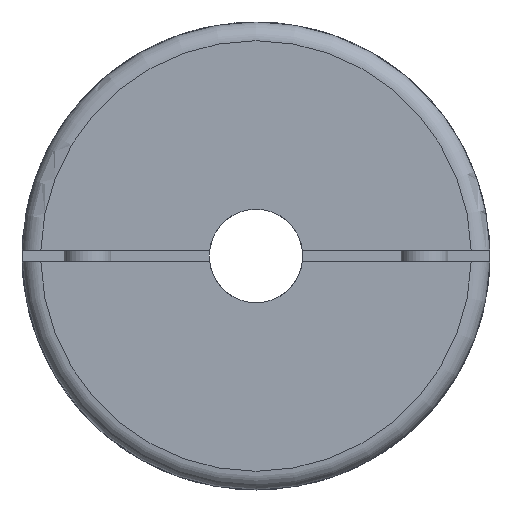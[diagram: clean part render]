
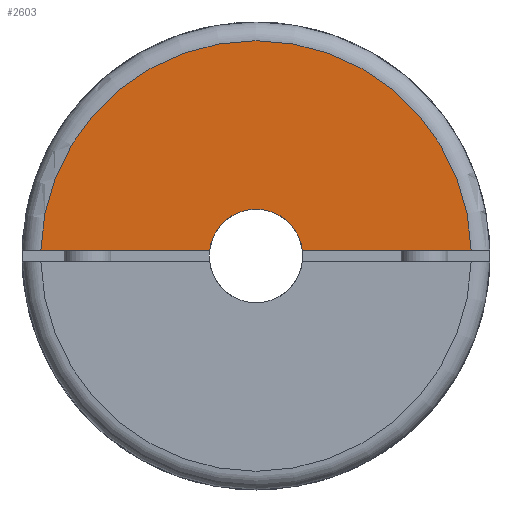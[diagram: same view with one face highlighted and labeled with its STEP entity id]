
A CAD part, left-side view. The second image highlights one B-rep face of the part: STEP entity #2603.
In plain terms, the highlighted planar face has unit normal (-1, 0, 0).
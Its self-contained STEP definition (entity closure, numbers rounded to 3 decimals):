
#74=PLANE('',#2827);
#199=CIRCLE('',#2822,11.5);
#202=CIRCLE('',#2826,2.5);
#289=LINE('',#4074,#500);
#290=LINE('',#4075,#501);
#500=VECTOR('',#3161,1000.);
#501=VECTOR('',#3162,1000.);
#754=ORIENTED_EDGE('',*,*,#1474,.F.);
#755=ORIENTED_EDGE('',*,*,#1481,.T.);
#756=ORIENTED_EDGE('',*,*,#1479,.T.);
#757=ORIENTED_EDGE('',*,*,#1482,.T.);
#1474=EDGE_CURVE('',#1835,#1836,#199,.T.);
#1479=EDGE_CURVE('',#1841,#1840,#202,.T.);
#1481=EDGE_CURVE('',#1835,#1841,#289,.T.);
#1482=EDGE_CURVE('',#1840,#1836,#290,.T.);
#1835=VERTEX_POINT('',#4054);
#1836=VERTEX_POINT('',#4056);
#1840=VERTEX_POINT('',#4069);
#1841=VERTEX_POINT('',#4071);
#2117=EDGE_LOOP('',(#754,#755,#756,#757));
#2342=FACE_BOUND('',#2117,.T.);
#2603=ADVANCED_FACE('',(#2342),#74,.T.);
#2822=AXIS2_PLACEMENT_3D('',#4055,#3147,#3148);
#2826=AXIS2_PLACEMENT_3D('',#4070,#3156,#3157);
#2827=AXIS2_PLACEMENT_3D('',#4073,#3159,#3160);
#3147=DIRECTION('',(1.,0.,0.));
#3148=DIRECTION('',(0.,0.,-1.));
#3156=DIRECTION('',(1.,0.,0.));
#3157=DIRECTION('',(0.,0.,-1.));
#3159=DIRECTION('',(-1.,0.,0.));
#3160=DIRECTION('',(0.,0.,1.));
#3161=DIRECTION('',(0.,-1.,0.));
#3162=DIRECTION('',(0.,-1.,0.));
#4054=CARTESIAN_POINT('',(0.,11.496,0.3));
#4055=CARTESIAN_POINT('',(0.,0.,0.));
#4056=CARTESIAN_POINT('',(0.,-11.496,0.3));
#4069=CARTESIAN_POINT('',(0.,-2.482,0.3));
#4070=CARTESIAN_POINT('',(0.,0.,0.));
#4071=CARTESIAN_POINT('',(0.,2.482,0.3));
#4073=CARTESIAN_POINT('',(0.,11.5,0.));
#4074=CARTESIAN_POINT('',(0.,12.5,0.3));
#4075=CARTESIAN_POINT('',(0.,12.5,0.3));
